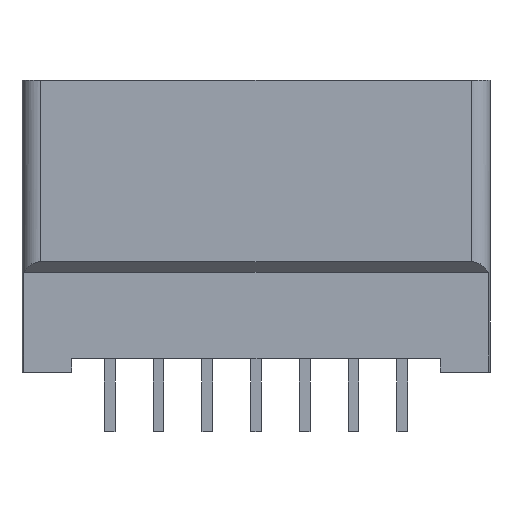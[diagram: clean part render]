
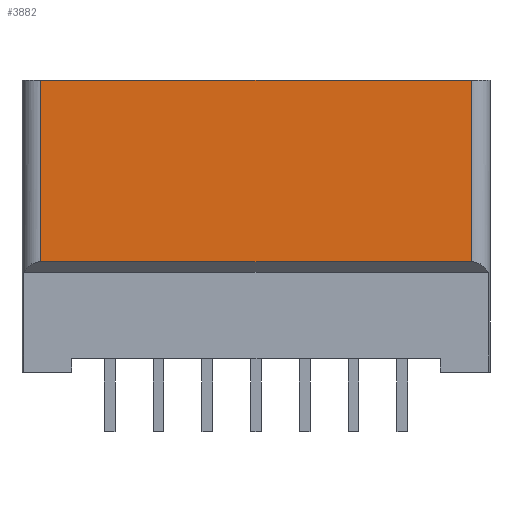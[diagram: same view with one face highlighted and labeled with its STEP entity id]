
A CAD part, front view. The second image highlights one B-rep face of the part: STEP entity #3882.
In plain terms, the highlighted planar face has unit normal (0, -1, 0).
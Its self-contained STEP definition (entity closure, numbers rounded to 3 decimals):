
#260=FACE_OUTER_BOUND('',#477,.T.);
#477=EDGE_LOOP('',(#3033,#3034,#3035,#3036));
#628=LINE('',#5359,#1114);
#898=LINE('',#5971,#1384);
#899=LINE('',#5975,#1385);
#900=LINE('',#5976,#1386);
#1114=VECTOR('',#4319,9.45);
#1384=VECTOR('',#4843,24.96);
#1385=VECTOR('',#4848,24.96);
#1386=VECTOR('',#4849,9.45);
#1599=VERTEX_POINT('',#5356);
#1600=VERTEX_POINT('',#5358);
#1815=VERTEX_POINT('',#5970);
#1816=VERTEX_POINT('',#5974);
#1972=EDGE_CURVE('',#1600,#1599,#628,.T.);
#2274=EDGE_CURVE('',#1600,#1815,#898,.T.);
#2276=EDGE_CURVE('',#1599,#1816,#899,.T.);
#2277=EDGE_CURVE('',#1815,#1816,#900,.T.);
#3033=ORIENTED_EDGE('',*,*,#2276,.T.);
#3034=ORIENTED_EDGE('',*,*,#2277,.F.);
#3035=ORIENTED_EDGE('',*,*,#2274,.F.);
#3036=ORIENTED_EDGE('',*,*,#1972,.T.);
#3696=PLANE('',#4142);
#3882=ADVANCED_FACE('',(#260),#3696,.T.);
#4142=AXIS2_PLACEMENT_3D('',#5973,#4846,#4847);
#4319=DIRECTION('',(0.,0.,1.));
#4843=DIRECTION('',(-1.,0.,0.));
#4846=DIRECTION('center_axis',(0.,-1.,0.));
#4847=DIRECTION('ref_axis',(0.,0.,-1.));
#4848=DIRECTION('',(-1.,0.,0.));
#4849=DIRECTION('',(0.,0.,1.));
#5356=CARTESIAN_POINT('',(197.5,5.705,10.));
#5358=CARTESIAN_POINT('',(197.5,5.705,0.55));
#5359=CARTESIAN_POINT('',(197.5,5.705,0.55));
#5970=CARTESIAN_POINT('',(175.08,5.705,0.55));
#5971=CARTESIAN_POINT('',(197.5,5.705,0.55));
#5973=CARTESIAN_POINT('Origin',(322.94,5.705,0.));
#5974=CARTESIAN_POINT('',(175.08,5.705,10.));
#5975=CARTESIAN_POINT('',(197.5,5.705,10.));
#5976=CARTESIAN_POINT('',(175.08,5.705,0.55));
